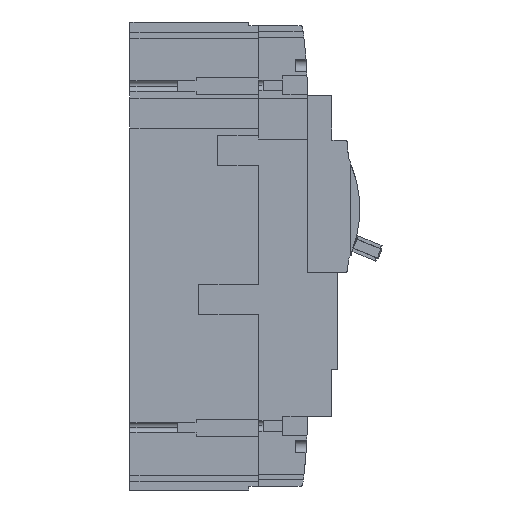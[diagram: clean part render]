
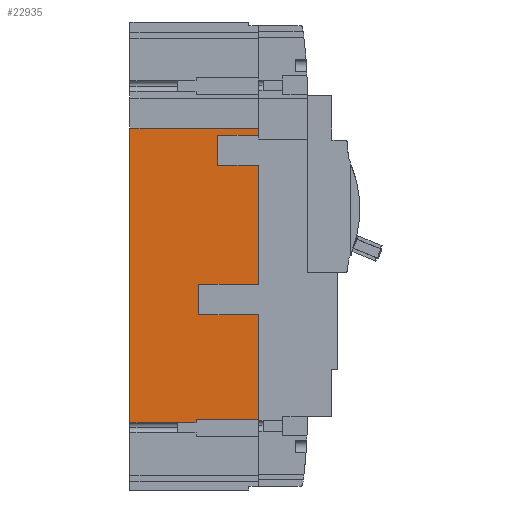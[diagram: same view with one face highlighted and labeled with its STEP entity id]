
A CAD part, left-side view. The second image highlights one B-rep face of the part: STEP entity #22935.
In plain terms, the highlighted planar face has unit normal (-1, 0, 0).
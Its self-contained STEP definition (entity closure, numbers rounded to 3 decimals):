
#13365=VERTEX_POINT('',#39163);
#13649=VERTEX_POINT('',#39479);
#13749=EDGE_CURVE('',#28035,#37553,#39594,.T.);
#14205=EDGE_CURVE('',#23453,#20759,#40088,.T.);
#14289=EDGE_CURVE('',#13365,#28985,#40179,.T.);
#14319=VERTEX_POINT('',#40215);
#14707=VERTEX_POINT('',#40648);
#14797=EDGE_CURVE('',#18943,#23453,#40744,.T.);
#15861=VERTEX_POINT('',#41937);
#17807=VERTEX_POINT('',#44048);
#17809=EDGE_CURVE('',#18843,#13365,#44050,.T.);
#18843=VERTEX_POINT('',#45175);
#18943=VERTEX_POINT('',#45299);
#19887=VERTEX_POINT('',#46342);
#19913=VERTEX_POINT('',#46370);
#20759=VERTEX_POINT('',#47305);
#21653=VERTEX_POINT('',#48282);
#22487=EDGE_CURVE('',#19887,#14319,#49209,.T.);
#22663=EDGE_CURVE('',#25585,#28985,#49393,.T.);
#22935=ADVANCED_FACE('',(#49683),#49684,.F.);
#23281=EDGE_CURVE('',#27681,#19913,#50070,.T.);
#23453=VERTEX_POINT('',#50262);
#24133=EDGE_CURVE('',#15861,#25585,#51011,.T.);
#24709=EDGE_CURVE('',#29965,#17807,#51630,.T.);
#24975=EDGE_CURVE('',#15861,#17807,#51919,.T.);
#25585=VERTEX_POINT('',#52580);
#27681=VERTEX_POINT('',#54871);
#28035=VERTEX_POINT('',#55270);
#28985=VERTEX_POINT('',#56328);
#29539=EDGE_CURVE('',#37553,#19887,#56948,.T.);
#29875=EDGE_CURVE('',#19913,#18843,#57314,.T.);
#29965=VERTEX_POINT('',#57408);
#30833=EDGE_CURVE('',#13649,#21653,#58349,.T.);
#31049=EDGE_CURVE('',#20759,#29965,#58586,.T.);
#32953=EDGE_CURVE('',#14707,#21653,#60678,.T.);
#33313=EDGE_CURVE('',#13649,#18943,#61070,.T.);
#33437=EDGE_CURVE('',#14707,#28035,#61204,.T.);
#36181=VERTEX_POINT('',#64198);
#36339=EDGE_CURVE('',#36181,#14319,#64377,.T.);
#37553=VERTEX_POINT('',#65701);
#38507=EDGE_CURVE('',#27681,#36181,#66751,.T.);
#39163=CARTESIAN_POINT('',(-114.95,-36.5,-31.));
#39479=CARTESIAN_POINT('',(-114.95,0.,-88.254));
#39594=LINE('',#68304,#68305);
#40088=LINE('',#69031,#69032);
#40179=LINE('',#69170,#69171);
#40215=CARTESIAN_POINT('',(-114.95,-46.5,48.));
#40648=CARTESIAN_POINT('',(-114.95,-68.0,67.821));
#40744=LINE('',#69970,#69971);
#41937=CARTESIAN_POINT('',(-114.95,-68.0,-31.008));
#44048=CARTESIAN_POINT('',(-114.95,-68.0,-86.503));
#44050=LINE('',#74724,#74725);
#45175=CARTESIAN_POINT('',(-114.95,-36.5,-15.));
#45299=CARTESIAN_POINT('',(-114.95,-25.0,-88.254));
#46342=CARTESIAN_POINT('',(-114.95,-46.5,48.));
#46370=CARTESIAN_POINT('',(-114.95,-68.0,-15.));
#47305=CARTESIAN_POINT('',(-114.95,-35.0,-88.253));
#48282=CARTESIAN_POINT('',(-114.95,0.0,67.821));
#49209=LINE('',#82214,#82215);
#49393=LINE('',#82487,#82488);
#49683=FACE_OUTER_BOUND('',#82899,.T.);
#49684=PLANE('',#82900);
#50070=LINE('',#83424,#83425);
#50262=CARTESIAN_POINT('',(-114.95,-25.0,-88.253));
#51011=LINE('',#84808,#84809);
#51630=LINE('',#85771,#85772);
#51919=LINE('',#86193,#86194);
#52580=CARTESIAN_POINT('',(-114.95,-36.5,-31.008));
#54871=CARTESIAN_POINT('',(-114.95,-68.0,47.992));
#55270=CARTESIAN_POINT('',(-114.95,-68.0,64.));
#56328=CARTESIAN_POINT('',(-114.95,-36.5,-31.));
#56948=LINE('',#93469,#93470);
#57314=LINE('',#94000,#94001);
#57408=CARTESIAN_POINT('',(-114.95,-35.0,-86.503));
#58349=LINE('',#95486,#95487);
#58586=LINE('',#95813,#95814);
#60678=LINE('',#98881,#98882);
#61070=LINE('',#99459,#99460);
#61204=LINE('',#99647,#99648);
#64198=CARTESIAN_POINT('',(-114.95,-46.5,47.992));
#64377=LINE('',#104160,#104161);
#65701=CARTESIAN_POINT('',(-114.95,-46.5,64.));
#66751=LINE('',#107666,#107667);
#68304=CARTESIAN_POINT('',(-114.95,-68.0,64.));
#68305=VECTOR('',#108845,1.0);
#69031=CARTESIAN_POINT('',(-114.95,-35.368,-88.253));
#69032=VECTOR('',#109332,1.0);
#69170=CARTESIAN_POINT('',(-114.95,-36.5,-31.));
#69171=VECTOR('',#109425,1.0);
#69970=CARTESIAN_POINT('',(-114.95,-25.0,-44.852));
#69971=VECTOR('',#110161,1.0);
#74724=CARTESIAN_POINT('',(-114.95,-36.5,-15.));
#74725=VECTOR('',#113718,1.0);
#82214=CARTESIAN_POINT('',(-114.95,-46.5,48.));
#82215=VECTOR('',#119361,1.0);
#82487=CARTESIAN_POINT('',(-114.95,-36.5,-14.854));
#82488=VECTOR('',#119481,1.0);
#82899=EDGE_LOOP('',(#119744,#119745,#119746,#119747,#119748,#119749,#119750,#119751,#119752,#119753,#119754,#119755,#119756,#119757,#119758,#119759,#119760,#119761,#119762,#119763));
#82900=AXIS2_PLACEMENT_3D('',#119764,#119765,#119766);
#83424=CARTESIAN_POINT('',(-114.95,-68.0,48.));
#83425=VECTOR('',#120221,1.0);
#84808=CARTESIAN_POINT('',(-114.95,-51.868,-31.008));
#84809=VECTOR('',#121314,1.0);
#85771=CARTESIAN_POINT('',(-114.95,-51.893,-86.503));
#85772=VECTOR('',#121843,1.0);
#86193=CARTESIAN_POINT('',(-114.95,-68.0,-31.));
#86194=VECTOR('',#122149,1.0);
#93469=CARTESIAN_POINT('',(-114.95,-46.5,64.));
#93470=VECTOR('',#127506,1.0);
#94000=CARTESIAN_POINT('',(-114.95,-68.0,-15.));
#94001=VECTOR('',#127916,1.0);
#95486=CARTESIAN_POINT('',(-114.95,0.0,-124.));
#95487=VECTOR('',#128850,1.0);
#95813=CARTESIAN_POINT('',(-114.95,-35.0,-44.852));
#95814=VECTOR('',#129108,1.0);
#98881=CARTESIAN_POINT('',(-114.95,-14.345,67.821));
#98882=VECTOR('',#131468,1.0);
#99459=CARTESIAN_POINT('',(-114.95,-12.5,-88.254));
#99460=VECTOR('',#131851,1.0);
#99647=CARTESIAN_POINT('',(-114.95,-68.0,121.901));
#99648=VECTOR('',#131964,1.0);
#104160=CARTESIAN_POINT('',(-114.95,-46.5,24.646));
#104161=VECTOR('',#135242,1.0);
#107666=CARTESIAN_POINT('',(-114.95,-51.868,47.992));
#107667=VECTOR('',#137668,1.0);
#108845=DIRECTION('',(0.0,1.0,0.0));
#109332=DIRECTION('',(0.0,-1.0,0.0));
#109425=DIRECTION('',(0.0,-1.0,0.0));
#110161=DIRECTION('',(0.0,0.0,1.0));
#113718=DIRECTION('',(0.0,0.0,-1.0));
#119361=DIRECTION('',(0.0,-1.0,0.0));
#119481=DIRECTION('',(0.0,0.0,1.0));
#119744=ORIENTED_EDGE('',*,*,#22663,.T.);
#119745=ORIENTED_EDGE('',*,*,#14289,.F.);
#119746=ORIENTED_EDGE('',*,*,#17809,.F.);
#119747=ORIENTED_EDGE('',*,*,#29875,.F.);
#119748=ORIENTED_EDGE('',*,*,#23281,.F.);
#119749=ORIENTED_EDGE('',*,*,#38507,.T.);
#119750=ORIENTED_EDGE('',*,*,#36339,.T.);
#119751=ORIENTED_EDGE('',*,*,#22487,.F.);
#119752=ORIENTED_EDGE('',*,*,#29539,.F.);
#119753=ORIENTED_EDGE('',*,*,#13749,.F.);
#119754=ORIENTED_EDGE('',*,*,#33437,.F.);
#119755=ORIENTED_EDGE('',*,*,#32953,.T.);
#119756=ORIENTED_EDGE('',*,*,#30833,.F.);
#119757=ORIENTED_EDGE('',*,*,#33313,.T.);
#119758=ORIENTED_EDGE('',*,*,#14797,.T.);
#119759=ORIENTED_EDGE('',*,*,#14205,.T.);
#119760=ORIENTED_EDGE('',*,*,#31049,.T.);
#119761=ORIENTED_EDGE('',*,*,#24709,.T.);
#119762=ORIENTED_EDGE('',*,*,#24975,.F.);
#119763=ORIENTED_EDGE('',*,*,#24133,.T.);
#119764=CARTESIAN_POINT('',(-114.95,-35.735,1.299));
#119765=DIRECTION('',(1.0,0.0,0.0));
#119766=DIRECTION('',(0.0,1.0,0.0));
#120221=DIRECTION('',(0.0,0.0,-1.0));
#121314=DIRECTION('',(0.0,1.0,0.0));
#121843=DIRECTION('',(0.0,-1.0,0.0));
#122149=DIRECTION('',(0.0,0.0,-1.0));
#127506=DIRECTION('',(0.0,0.0,-1.0));
#127916=DIRECTION('',(0.0,1.0,0.0));
#128850=DIRECTION('',(0.0,0.0,1.0));
#129108=DIRECTION('',(0.0,0.0,1.0));
#131468=DIRECTION('',(-0.0,1.0,0.0));
#131851=DIRECTION('',(-0.0,-1.0,-0.0));
#131964=DIRECTION('',(0.0,0.0,-1.0));
#135242=DIRECTION('',(-0.0,0.,1.0));
#137668=DIRECTION('',(0.0,1.0,0.0));
